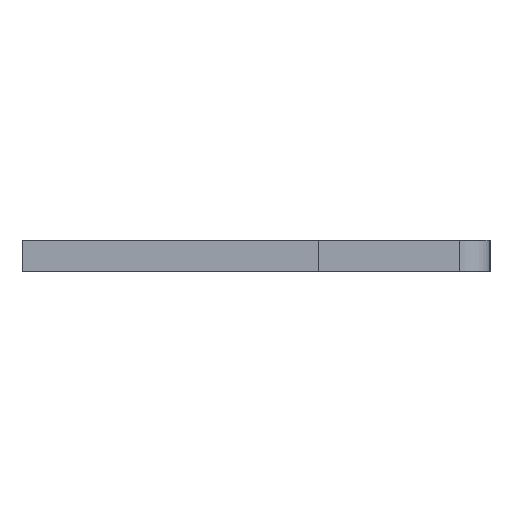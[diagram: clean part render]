
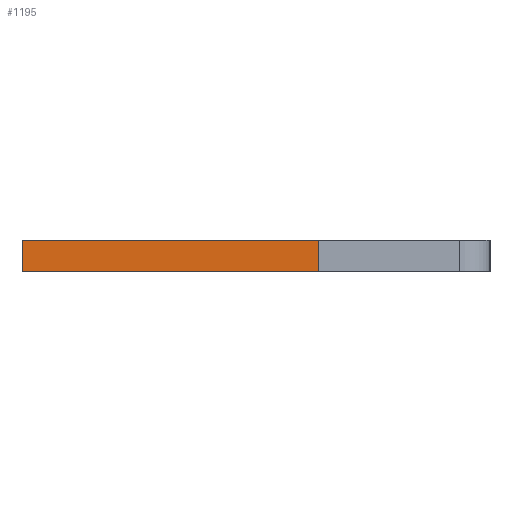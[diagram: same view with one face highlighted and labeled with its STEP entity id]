
A CAD part, left-side view. The second image highlights one B-rep face of the part: STEP entity #1195.
In plain terms, the highlighted face is planar.
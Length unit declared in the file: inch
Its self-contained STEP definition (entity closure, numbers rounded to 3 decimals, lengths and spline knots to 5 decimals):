
#54 = EDGE_CURVE ( 'NONE', #501, #761, #981, .T. ) ;
#58 = VERTEX_POINT ( 'NONE', #1025 ) ;
#75 = VERTEX_POINT ( 'NONE', #413 ) ;
#87 = ORIENTED_EDGE ( 'NONE', *, *, #458, .F. ) ;
#126 = CARTESIAN_POINT ( 'NONE',  ( 0.01, 0.15, -0.04 ) ) ;
#132 = DIRECTION ( 'NONE',  ( 0., 1., 0. ) ) ;
#167 = CARTESIAN_POINT ( 'NONE',  ( 0.01, 0.15, -0.04 ) ) ;
#198 = CARTESIAN_POINT ( 'NONE',  ( 0.01, -0.04, -0.04 ) ) ;
#203 = VECTOR ( 'NONE', #983, 39.37008 ) ;
#366 = VECTOR ( 'NONE', #132, 39.37008 ) ;
#410 = FACE_OUTER_BOUND ( 'NONE', #521, .T. ) ;
#413 = CARTESIAN_POINT ( 'NONE',  ( -0.01, 0.15, -0.04 ) ) ;
#439 = CARTESIAN_POINT ( 'NONE',  ( 0.01, 0.15, -0.04 ) ) ;
#458 = EDGE_CURVE ( 'NONE', #58, #75, #465, .T. ) ;
#465 = LINE ( 'NONE', #126, #203 ) ;
#470 = CARTESIAN_POINT ( 'NONE',  ( 0.01, -0.04, -0.04 ) ) ;
#501 = VERTEX_POINT ( 'NONE', #470 ) ;
#519 = ORIENTED_EDGE ( 'NONE', *, *, #1246, .T. ) ;
#521 = EDGE_LOOP ( 'NONE', ( #519, #87, #1265, #793 ) ) ;
#528 = VECTOR ( 'NONE', #1281, 39.37008 ) ;
#720 = DIRECTION ( 'NONE',  ( -1., 0., 0. ) ) ;
#761 = VERTEX_POINT ( 'NONE', #1110 ) ;
#769 = AXIS2_PLACEMENT_3D ( 'NONE', #167, #1290, #789 ) ;
#789 = DIRECTION ( 'NONE',  ( 1., 0., 0. ) ) ;
#793 = ORIENTED_EDGE ( 'NONE', *, *, #54, .T. ) ;
#832 = LINE ( 'NONE', #439, #366 ) ;
#883 = CARTESIAN_POINT ( 'NONE',  ( -0.01, 0.15, -0.04 ) ) ;
#981 = LINE ( 'NONE', #198, #1118 ) ;
#983 = DIRECTION ( 'NONE',  ( -1., 0., 0. ) ) ;
#1025 = CARTESIAN_POINT ( 'NONE',  ( 0.01, 0.15, -0.04 ) ) ;
#1096 = EDGE_CURVE ( 'NONE', #501, #58, #832, .T. ) ;
#1110 = CARTESIAN_POINT ( 'NONE',  ( -0.01, -0.04, -0.04 ) ) ;
#1118 = VECTOR ( 'NONE', #720, 39.37008 ) ;
#1166 = LINE ( 'NONE', #883, #528 ) ;
#1195 = ADVANCED_FACE ( 'NONE', ( #410 ), #1286, .F. ) ;
#1246 = EDGE_CURVE ( 'NONE', #761, #75, #1166, .T. ) ;
#1265 = ORIENTED_EDGE ( 'NONE', *, *, #1096, .F. ) ;
#1281 = DIRECTION ( 'NONE',  ( 0., 1., 0. ) ) ;
#1286 = PLANE ( 'NONE',  #769 ) ;
#1290 = DIRECTION ( 'NONE',  ( 0., 0., 1. ) ) ;
